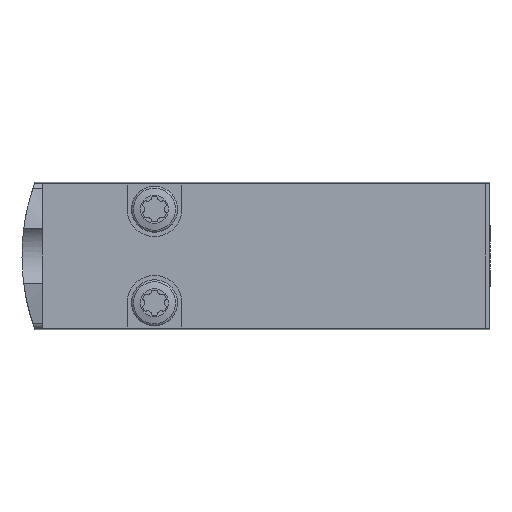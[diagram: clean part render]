
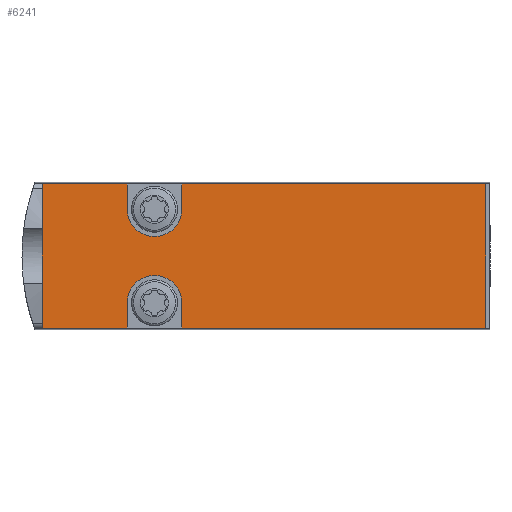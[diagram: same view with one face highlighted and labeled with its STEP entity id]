
A CAD part, left-side view. The second image highlights one B-rep face of the part: STEP entity #6241.
In plain terms, the highlighted planar face has unit normal (-1, 0, 0).
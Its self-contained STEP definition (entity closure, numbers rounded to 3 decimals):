
#56=PLANE('',#6696);
#291=LINE('',#9891,#777);
#295=LINE('',#9899,#781);
#297=LINE('',#9904,#783);
#301=LINE('',#9912,#787);
#304=LINE('',#9918,#790);
#305=LINE('',#9920,#791);
#306=LINE('',#9921,#792);
#307=LINE('',#9925,#793);
#308=LINE('',#9926,#794);
#309=LINE('',#9927,#795);
#777=VECTOR('',#7647,1000.);
#781=VECTOR('',#7651,1000.);
#783=VECTOR('',#7655,1000.);
#787=VECTOR('',#7659,1000.);
#790=VECTOR('',#7664,1000.);
#791=VECTOR('',#7665,1000.);
#792=VECTOR('',#7666,1000.);
#793=VECTOR('',#7669,1000.);
#794=VECTOR('',#7670,1000.);
#795=VECTOR('',#7671,1000.);
#1361=ORIENTED_EDGE('',*,*,#3251,.T.);
#1362=ORIENTED_EDGE('',*,*,#3242,.F.);
#1363=ORIENTED_EDGE('',*,*,#3252,.F.);
#1364=ORIENTED_EDGE('',*,*,#3244,.T.);
#1365=ORIENTED_EDGE('',*,*,#3253,.F.);
#1366=ORIENTED_EDGE('',*,*,#3254,.T.);
#1367=ORIENTED_EDGE('',*,*,#3255,.T.);
#1368=ORIENTED_EDGE('',*,*,#3248,.T.);
#1369=ORIENTED_EDGE('',*,*,#3256,.T.);
#1370=ORIENTED_EDGE('',*,*,#3238,.F.);
#1371=ORIENTED_EDGE('',*,*,#3257,.T.);
#1372=ORIENTED_EDGE('',*,*,#3258,.T.);
#3238=EDGE_CURVE('',#4179,#4180,#291,.T.);
#3242=EDGE_CURVE('',#4183,#4177,#295,.T.);
#3244=EDGE_CURVE('',#4186,#4184,#297,.T.);
#3248=EDGE_CURVE('',#4190,#4189,#301,.T.);
#3251=EDGE_CURVE('',#4192,#4177,#304,.T.);
#3252=EDGE_CURVE('',#4186,#4183,#305,.T.);
#3253=EDGE_CURVE('',#4193,#4184,#306,.T.);
#3254=EDGE_CURVE('',#4193,#4194,#4752,.T.);
#3255=EDGE_CURVE('',#4194,#4190,#307,.T.);
#3256=EDGE_CURVE('',#4189,#4180,#308,.T.);
#3257=EDGE_CURVE('',#4179,#4195,#309,.T.);
#3258=EDGE_CURVE('',#4195,#4192,#4753,.T.);
#4177=VERTEX_POINT('',#9886);
#4179=VERTEX_POINT('',#9890);
#4180=VERTEX_POINT('',#9892);
#4183=VERTEX_POINT('',#9898);
#4184=VERTEX_POINT('',#9902);
#4186=VERTEX_POINT('',#9905);
#4189=VERTEX_POINT('',#9911);
#4190=VERTEX_POINT('',#9913);
#4192=VERTEX_POINT('',#9919);
#4193=VERTEX_POINT('',#9922);
#4194=VERTEX_POINT('',#9924);
#4195=VERTEX_POINT('',#9928);
#4752=CIRCLE('',#6697,1.9);
#4753=CIRCLE('',#6698,1.9);
#5156=EDGE_LOOP('',(#1361,#1362,#1363,#1364,#1365,#1366,#1367,#1368,#1369,
#1370,#1371,#1372));
#5604=FACE_BOUND('',#5156,.T.);
#6241=ADVANCED_FACE('',(#5604),#56,.F.);
#6696=AXIS2_PLACEMENT_3D('',#9917,#7662,#7663);
#6697=AXIS2_PLACEMENT_3D('',#9923,#7667,#7668);
#6698=AXIS2_PLACEMENT_3D('',#9929,#7672,#7673);
#7647=DIRECTION('',(0.,-1.,0.));
#7651=DIRECTION('',(0.,-1.,0.));
#7655=DIRECTION('',(0.,-1.,0.));
#7659=DIRECTION('',(0.,-1.,0.));
#7662=DIRECTION('',(1.,0.,0.));
#7663=DIRECTION('',(0.,0.,-1.));
#7664=DIRECTION('',(0.,0.,1.));
#7665=DIRECTION('',(0.,0.,1.));
#7666=DIRECTION('',(0.,0.,-1.));
#7667=DIRECTION('',(1.,0.,0.));
#7668=DIRECTION('',(0.,0.,-1.));
#7669=DIRECTION('',(0.,0.,-1.));
#7670=DIRECTION('',(0.,0.,1.));
#7671=DIRECTION('',(0.,0.,-1.));
#7672=DIRECTION('',(1.,0.,0.));
#7673=DIRECTION('',(0.,0.,-1.));
#9886=CARTESIAN_POINT('',(-36.,24.4,5.));
#9890=CARTESIAN_POINT('',(-36.,20.6,5.));
#9891=CARTESIAN_POINT('',(-36.,30.3,5.));
#9892=CARTESIAN_POINT('',(-36.,-0.5,5.));
#9898=CARTESIAN_POINT('',(-36.,30.3,5.));
#9899=CARTESIAN_POINT('',(-36.,30.3,5.));
#9902=CARTESIAN_POINT('',(-36.,24.4,-5.));
#9904=CARTESIAN_POINT('',(-36.,30.3,-5.));
#9905=CARTESIAN_POINT('',(-36.,30.3,-5.));
#9911=CARTESIAN_POINT('',(-36.,-0.5,-5.));
#9912=CARTESIAN_POINT('',(-36.,30.3,-5.));
#9913=CARTESIAN_POINT('',(-36.,20.6,-5.));
#9917=CARTESIAN_POINT('',(-36.,30.3,-5.));
#9918=CARTESIAN_POINT('',(-36.,24.4,3.25));
#9919=CARTESIAN_POINT('',(-36.,24.4,3.25));
#9920=CARTESIAN_POINT('',(-36.,30.3,-5.));
#9921=CARTESIAN_POINT('',(-36.,24.4,-5.));
#9922=CARTESIAN_POINT('',(-36.,24.4,-3.25));
#9923=CARTESIAN_POINT('',(-36.,22.5,-3.25));
#9924=CARTESIAN_POINT('',(-36.,20.6,-3.25));
#9925=CARTESIAN_POINT('',(-36.,20.6,-3.25));
#9926=CARTESIAN_POINT('',(-36.,-0.5,-5.));
#9927=CARTESIAN_POINT('',(-36.,20.6,6.25));
#9928=CARTESIAN_POINT('',(-36.,20.6,3.25));
#9929=CARTESIAN_POINT('',(-36.,22.5,3.25));
